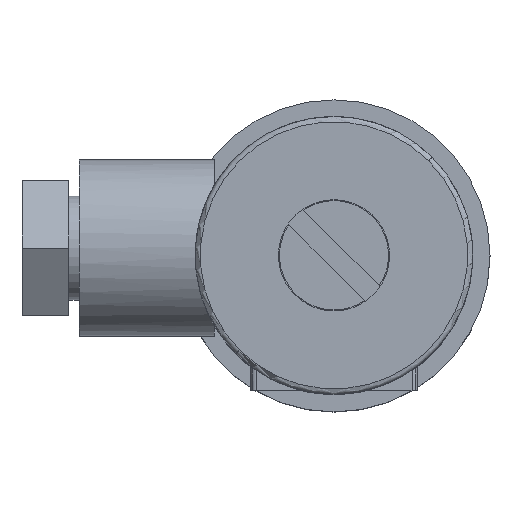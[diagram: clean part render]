
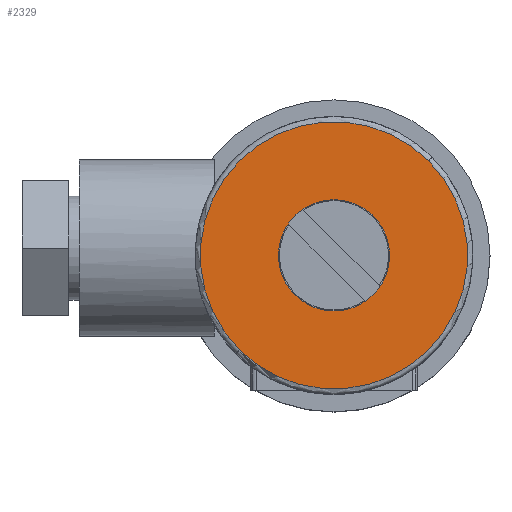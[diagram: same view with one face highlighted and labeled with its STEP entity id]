
A CAD part, top view. The second image highlights one B-rep face of the part: STEP entity #2329.
In plain terms, the highlighted planar face has unit normal (0, 0, 1).
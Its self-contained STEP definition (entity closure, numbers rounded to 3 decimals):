
#84 = VERTEX_POINT ( 'NONE', #194 ) ;
#85 = VERTEX_POINT ( 'NONE', #195 ) ;
#102 = VERTEX_POINT ( 'NONE', #212 ) ;
#103 = VERTEX_POINT ( 'NONE', #213 ) ;
#194 = CARTESIAN_POINT ( 'NONE',  ( -9.086, -9.086, 55.5 ) ) ;
#195 = CARTESIAN_POINT ( 'NONE',  ( 9.086, 9.086, 55.5 ) ) ;
#212 = CARTESIAN_POINT ( 'NONE',  ( 0., -5.35, 55.5 ) ) ;
#213 = CARTESIAN_POINT ( 'NONE',  ( 0., 5.35, 55.5 ) ) ;
#389 = CARTESIAN_POINT ( 'NONE',  ( 0., 0., 55.5 ) ) ;
#390 = PLANE ( 'NONE',  #2726 ) ;
#391 = DIRECTION ( 'NONE',  ( 0., 0., -1. ) ) ;
#392 = DIRECTION ( 'NONE',  ( 0.707, 0.707, 0. ) ) ;
#600 = EDGE_LOOP ( 'NONE', ( #882, #883 ) ) ;
#603 = EDGE_LOOP ( 'NONE', ( #880, #881 ) ) ;
#880 = ORIENTED_EDGE ( 'NONE', *, *, #2643, .T. ) ;
#881 = ORIENTED_EDGE ( 'NONE', *, *, #2511, .T. ) ;
#882 = ORIENTED_EDGE ( 'NONE', *, *, #2514, .F. ) ;
#883 = ORIENTED_EDGE ( 'NONE', *, *, #2644, .F. ) ;
#1065 = FACE_BOUND ( 'NONE', #603, .T. ) ;
#1069 = FACE_OUTER_BOUND ( 'NONE', #600, .T. ) ;
#1187 = CIRCLE ( 'NONE', #2812, 5.35 ) ;
#1190 = CIRCLE ( 'NONE', #2839, 12.85 ) ;
#1360 = CIRCLE ( 'NONE', #2896, 5.35 ) ;
#1362 = CIRCLE ( 'NONE', #2897, 12.85 ) ;
#1596 = CARTESIAN_POINT ( 'NONE',  ( 0., 0., 55.5 ) ) ;
#1597 = DIRECTION ( 'NONE',  ( 0., 0., -1. ) ) ;
#1598 = DIRECTION ( 'NONE',  ( 0., -1., 0. ) ) ;
#1603 = CARTESIAN_POINT ( 'NONE',  ( 0., 0., 55.5 ) ) ;
#1618 = DIRECTION ( 'NONE',  ( 0., 0., -1. ) ) ;
#1619 = DIRECTION ( 'NONE',  ( 0., -1., 0. ) ) ;
#2204 = CARTESIAN_POINT ( 'NONE',  ( 0., 0., 55.5 ) ) ;
#2208 = CARTESIAN_POINT ( 'NONE',  ( 0., 0., 55.5 ) ) ;
#2212 = DIRECTION ( 'NONE',  ( 0., 0., -1. ) ) ;
#2213 = DIRECTION ( 'NONE',  ( 0., -1., 0. ) ) ;
#2214 = DIRECTION ( 'NONE',  ( 0., 0., -1. ) ) ;
#2215 = DIRECTION ( 'NONE',  ( 0., -1., 0. ) ) ;
#2329 = ADVANCED_FACE ( 'NONE', ( #1065, #1069 ), #390, .F. ) ;
#2511 = EDGE_CURVE ( 'NONE', #103, #102, #1187, .T. ) ;
#2514 = EDGE_CURVE ( 'NONE', #85, #84, #1190, .T. ) ;
#2643 = EDGE_CURVE ( 'NONE', #102, #103, #1360, .T. ) ;
#2644 = EDGE_CURVE ( 'NONE', #84, #85, #1362, .T. ) ;
#2726 = AXIS2_PLACEMENT_3D ( 'NONE', #389, #391, #392 ) ;
#2812 = AXIS2_PLACEMENT_3D ( 'NONE', #1596, #1597, #1598 ) ;
#2839 = AXIS2_PLACEMENT_3D ( 'NONE', #1603, #1618, #1619 ) ;
#2896 = AXIS2_PLACEMENT_3D ( 'NONE', #2204, #2212, #2213 ) ;
#2897 = AXIS2_PLACEMENT_3D ( 'NONE', #2208, #2214, #2215 ) ;
